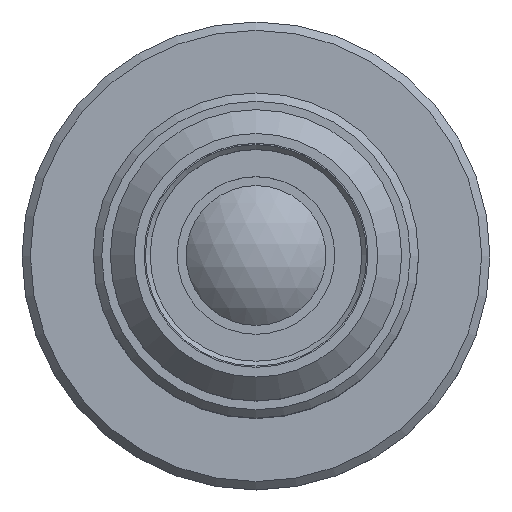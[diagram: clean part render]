
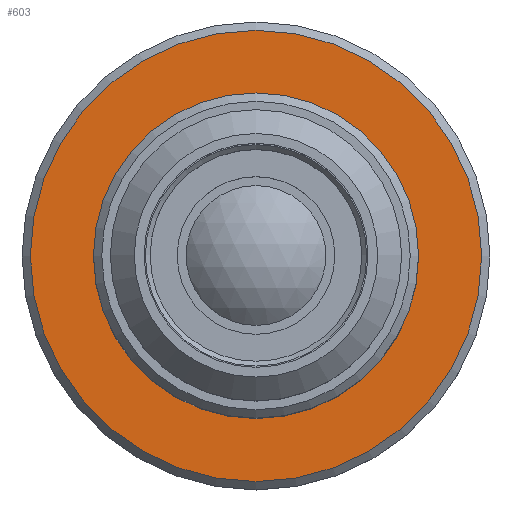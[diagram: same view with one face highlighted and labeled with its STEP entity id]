
A CAD part, top view. The second image highlights one B-rep face of the part: STEP entity #603.
In plain terms, the highlighted planar face has unit normal (0, 0, 1).
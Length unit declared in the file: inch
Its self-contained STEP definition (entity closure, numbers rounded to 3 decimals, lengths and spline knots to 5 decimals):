
#457=CARTESIAN_POINT('',(0.681,0.0,1.2));
#458=VERTEX_POINT('',#457);
#459=CARTESIAN_POINT('',(0.0,0.0,1.2));
#460=DIRECTION('',(0.0,0.0,1.0));
#461=DIRECTION('',(1.0,0.0,0.0));
#462=AXIS2_PLACEMENT_3D('',#459,#460,#461);
#463=CIRCLE('',#462,0.681);
#464=EDGE_CURVE('',#458,#458,#463,.T.);
#584=CARTESIAN_POINT('',(-0.8475,0.0,1.2));
#585=DIRECTION('',(0.0,0.0,1.0));
#586=DIRECTION('',(0.0,-1.0,0.0));
#587=AXIS2_PLACEMENT_3D('',#584,#585,#586);
#588=PLANE('',#587);
#589=CARTESIAN_POINT('',(-0.945,0.0,1.2));
#590=VERTEX_POINT('',#589);
#591=CARTESIAN_POINT('',(0.0,0.0,1.2));
#592=DIRECTION('',(0.0,0.0,-1.0));
#593=DIRECTION('',(-1.0,0.0,0.0));
#594=AXIS2_PLACEMENT_3D('',#591,#592,#593);
#595=CIRCLE('',#594,0.945);
#596=EDGE_CURVE('',#590,#590,#595,.T.);
#597=ORIENTED_EDGE('',*,*,#596,.F.);
#598=EDGE_LOOP('',(#597));
#599=FACE_OUTER_BOUND('',#598,.T.);
#600=ORIENTED_EDGE('',*,*,#464,.F.);
#601=EDGE_LOOP('',(#600));
#602=FACE_BOUND('',#601,.T.);
#603=ADVANCED_FACE('',(#599,#602),#588,.T.);
